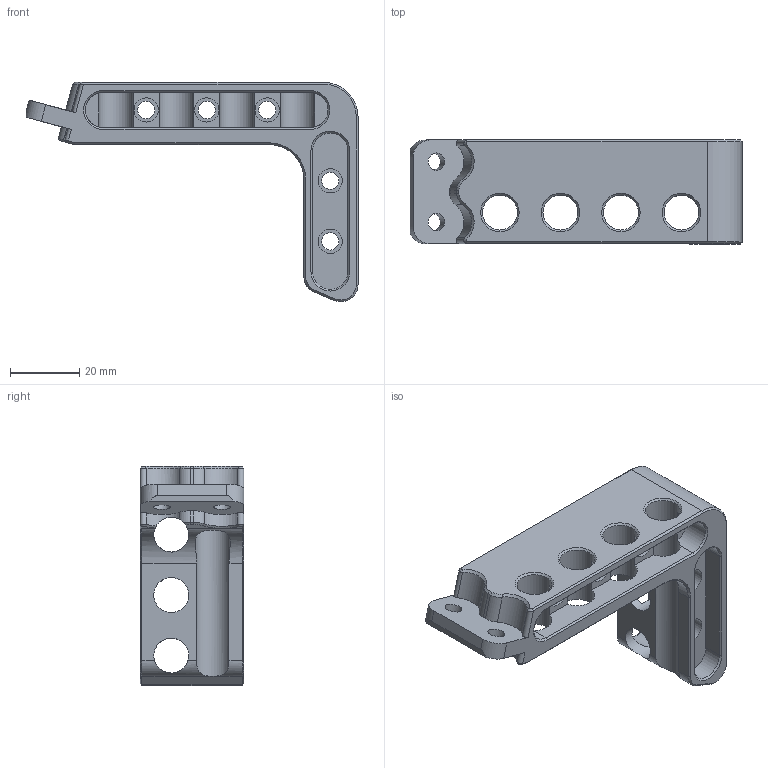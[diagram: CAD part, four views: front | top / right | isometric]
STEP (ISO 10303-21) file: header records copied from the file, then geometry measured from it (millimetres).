
FILE_DESCRIPTION(('STEP AP242'), '1');
FILE_NAME('PL001KK500L', '2025-04-04T12:43:32', (''), (''), 'C3D Converter', 'C3D Toolkit', '');
FILE_SCHEMA(('AP242_MANAGED_MODEL_BASED_3D_ENGINEERING_MIM_LF { 1 0 10303 442 1 1 4 }'));
Length unit declared in the file: millimetre
Bounding box: 96 x 30 x 63.44 mm (x, y, z)
Volume: 36526.3 mm3; surface area: 19459.1 mm2
Topology: 1 solids, 1 shells, 155 faces, 393 edges, 243 vertices
Faces by surface type: plane 68, cylinder 51, cone 29, bspline 7
Full cylindrical faces by diameter (mm): 5 x7, 7 x10, 10.1 x7
Entity records: 7516 total; most frequent: CARTESIAN_POINT 2548, DIRECTION 755, ORIENTED_EDGE 726, EDGE_CURVE 363, AXIS2_PLACEMENT_3D 286, VERTEX_POINT 243, EDGE_LOOP 230, LINE 183
